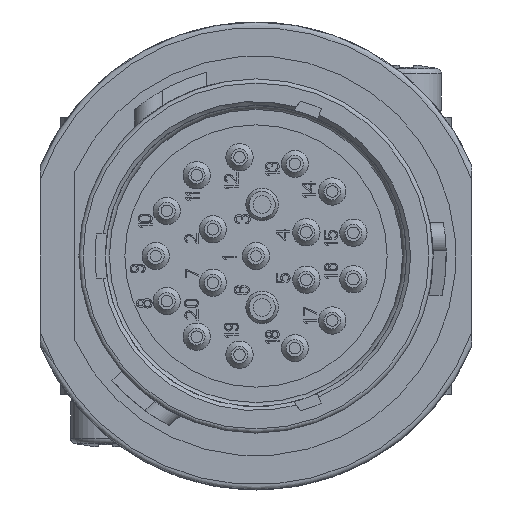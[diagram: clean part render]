
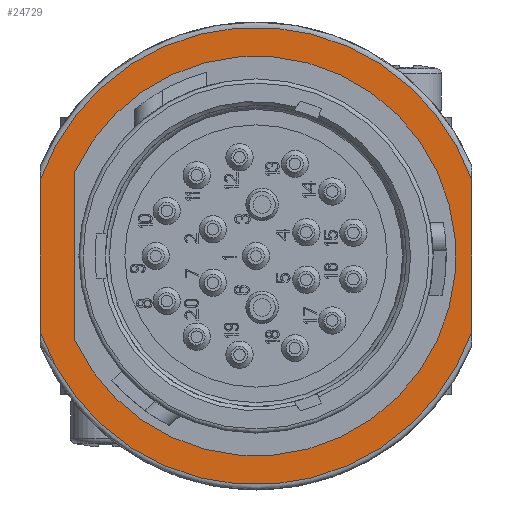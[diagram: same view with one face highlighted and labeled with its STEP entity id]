
A CAD part, left-side view. The second image highlights one B-rep face of the part: STEP entity #24729.
In plain terms, the highlighted face is planar.
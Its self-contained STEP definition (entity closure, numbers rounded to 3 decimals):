
#1164=LINE('',#35185,#2802);
#1165=LINE('',#35186,#2803);
#1166=LINE('',#35187,#2804);
#2802=VECTOR('',#29208,1000.);
#2803=VECTOR('',#29209,1000.);
#2804=VECTOR('',#29210,1000.);
#3896=PLANE('',#26178);
#6191=ORIENTED_EDGE('',*,*,#10127,.F.);
#6192=ORIENTED_EDGE('',*,*,#10415,.T.);
#6193=ORIENTED_EDGE('',*,*,#10149,.T.);
#6194=ORIENTED_EDGE('',*,*,#10416,.T.);
#6195=ORIENTED_EDGE('',*,*,#10414,.T.);
#6196=ORIENTED_EDGE('',*,*,#10417,.T.);
#10127=EDGE_CURVE('',#12355,#12357,#13644,.T.);
#10149=EDGE_CURVE('',#12374,#12372,#13653,.T.);
#10414=EDGE_CURVE('',#12631,#12632,#13726,.T.);
#10415=EDGE_CURVE('',#12355,#12357,#1164,.T.);
#10416=EDGE_CURVE('',#12372,#12631,#1165,.T.);
#10417=EDGE_CURVE('',#12632,#12374,#1166,.T.);
#12355=VERTEX_POINT('',#34536);
#12357=VERTEX_POINT('',#34539);
#12372=VERTEX_POINT('',#34612);
#12374=VERTEX_POINT('',#34615);
#12631=VERTEX_POINT('',#35174);
#12632=VERTEX_POINT('',#35182);
#13644=CIRCLE('',#26073,19.05);
#13653=CIRCLE('',#26089,21.8);
#13726=CIRCLE('',#26177,21.8);
#14476=EDGE_LOOP('',(#6191,#6192));
#14477=EDGE_LOOP('',(#6193,#6194,#6195,#6196));
#15932=FACE_BOUND('',#14476,.T.);
#15933=FACE_BOUND('',#14477,.T.);
#24729=ADVANCED_FACE('',(#15932,#15933),#3896,.F.);
#26073=AXIS2_PLACEMENT_3D('',#34538,#28803,#28804);
#26089=AXIS2_PLACEMENT_3D('',#34614,#28841,#28842);
#26177=AXIS2_PLACEMENT_3D('',#35183,#29204,#29205);
#26178=AXIS2_PLACEMENT_3D('',#35184,#29206,#29207);
#28803=DIRECTION('',(1.,0.,0.));
#28804=DIRECTION('',(0.,0.,-1.));
#28841=DIRECTION('',(1.,0.,0.));
#28842=DIRECTION('',(0.,0.,-1.));
#29204=DIRECTION('',(1.,0.,0.));
#29205=DIRECTION('',(0.,0.,-1.));
#29206=DIRECTION('',(-1.,0.,0.));
#29207=DIRECTION('',(0.,0.,1.));
#29208=DIRECTION('',(0.,0.,-1.));
#29209=DIRECTION('',(0.,0.,1.));
#29210=DIRECTION('',(0.,0.,-1.));
#34536=CARTESIAN_POINT('',(15.45,17.25,8.083));
#34538=CARTESIAN_POINT('',(15.45,0.,0.));
#34539=CARTESIAN_POINT('',(15.45,17.25,-8.083));
#34612=CARTESIAN_POINT('',(15.45,20.55,-7.276));
#34614=CARTESIAN_POINT('',(15.45,0.,0.));
#34615=CARTESIAN_POINT('',(15.45,-20.55,-7.276));
#35174=CARTESIAN_POINT('',(15.45,20.55,7.276));
#35182=CARTESIAN_POINT('',(15.45,-20.55,7.276));
#35183=CARTESIAN_POINT('',(15.45,0.,0.));
#35184=CARTESIAN_POINT('',(15.45,21.8,0.));
#35185=CARTESIAN_POINT('',(15.45,17.25,30.));
#35186=CARTESIAN_POINT('',(15.45,20.55,0.));
#35187=CARTESIAN_POINT('',(15.45,-20.55,0.));
